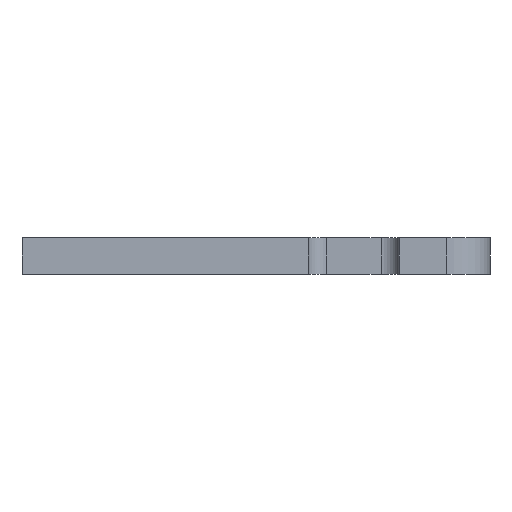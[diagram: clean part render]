
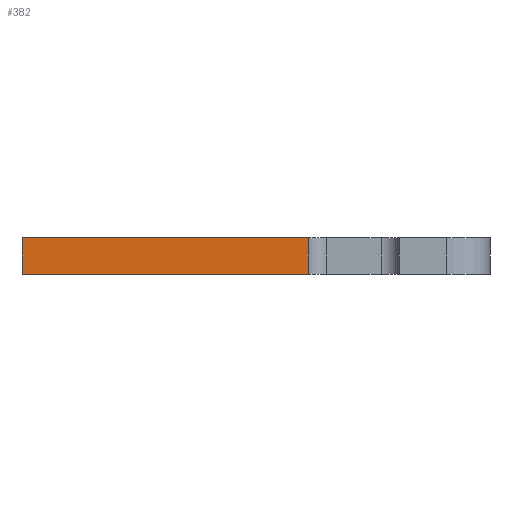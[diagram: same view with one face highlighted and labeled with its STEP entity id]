
A CAD part, left-side view. The second image highlights one B-rep face of the part: STEP entity #382.
In plain terms, the highlighted planar face has unit normal (-1, 0, 0).
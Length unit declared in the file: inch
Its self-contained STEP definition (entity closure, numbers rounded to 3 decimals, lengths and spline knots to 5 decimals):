
#142 = DIRECTION ( 'NONE',  ( 0., 0., -1. ) ) ;
#168 = DIRECTION ( 'NONE',  ( 0., -1., 0. ) ) ;
#205 = AXIS2_PLACEMENT_3D ( 'NONE', #303, #769, #142 ) ;
#267 = CARTESIAN_POINT ( 'NONE',  ( 344.10228, 120.41126, 0.25 ) ) ;
#303 = CARTESIAN_POINT ( 'NONE',  ( 344.10228, 118.45588, 0.25 ) ) ;
#337 = EDGE_CURVE ( 'NONE', #710, #510, #991, .T. ) ;
#382 = ADVANCED_FACE ( 'NONE', ( #960 ), #1140, .F. ) ;
#429 = LINE ( 'NONE', #936, #432 ) ;
#431 = ORIENTED_EDGE ( 'NONE', *, *, #337, .T. ) ;
#432 = VECTOR ( 'NONE', #531, 39.37008 ) ;
#435 = VECTOR ( 'NONE', #933, 39.37008 ) ;
#448 = ORIENTED_EDGE ( 'NONE', *, *, #990, .F. ) ;
#455 = ORIENTED_EDGE ( 'NONE', *, *, #1044, .F. ) ;
#475 = ORIENTED_EDGE ( 'NONE', *, *, #757, .T. ) ;
#478 = CARTESIAN_POINT ( 'NONE',  ( 344.10228, 118.45588, 0. ) ) ;
#487 = LINE ( 'NONE', #1169, #435 ) ;
#510 = VERTEX_POINT ( 'NONE', #478 ) ;
#531 = DIRECTION ( 'NONE',  ( 0., -1., 0. ) ) ;
#607 = VECTOR ( 'NONE', #977, 39.37008 ) ;
#611 = LINE ( 'NONE', #771, #607 ) ;
#710 = VERTEX_POINT ( 'NONE', #1077 ) ;
#724 = EDGE_LOOP ( 'NONE', ( #431, #448, #455, #475 ) ) ;
#757 = EDGE_CURVE ( 'NONE', #1168, #710, #611, .T. ) ;
#769 = DIRECTION ( 'NONE',  ( 1., 0., 0. ) ) ;
#771 = CARTESIAN_POINT ( 'NONE',  ( 344.10228, 120.41126, 0.25 ) ) ;
#798 = CARTESIAN_POINT ( 'NONE',  ( 344.10228, 118.45588, 0. ) ) ;
#867 = VERTEX_POINT ( 'NONE', #1219 ) ;
#933 = DIRECTION ( 'NONE',  ( 0., 0., -1. ) ) ;
#936 = CARTESIAN_POINT ( 'NONE',  ( 344.10228, 118.45588, 0.25 ) ) ;
#960 = FACE_OUTER_BOUND ( 'NONE', #724, .T. ) ;
#977 = DIRECTION ( 'NONE',  ( 0., 0., -1. ) ) ;
#990 = EDGE_CURVE ( 'NONE', #867, #510, #487, .T. ) ;
#991 = LINE ( 'NONE', #798, #1014 ) ;
#1014 = VECTOR ( 'NONE', #168, 39.37008 ) ;
#1044 = EDGE_CURVE ( 'NONE', #1168, #867, #429, .T. ) ;
#1077 = CARTESIAN_POINT ( 'NONE',  ( 344.10228, 120.41126, 0. ) ) ;
#1140 = PLANE ( 'NONE',  #205 ) ;
#1168 = VERTEX_POINT ( 'NONE', #267 ) ;
#1169 = CARTESIAN_POINT ( 'NONE',  ( 344.10228, 118.45588, 0.25 ) ) ;
#1219 = CARTESIAN_POINT ( 'NONE',  ( 344.10228, 118.45588, 0.25 ) ) ;
